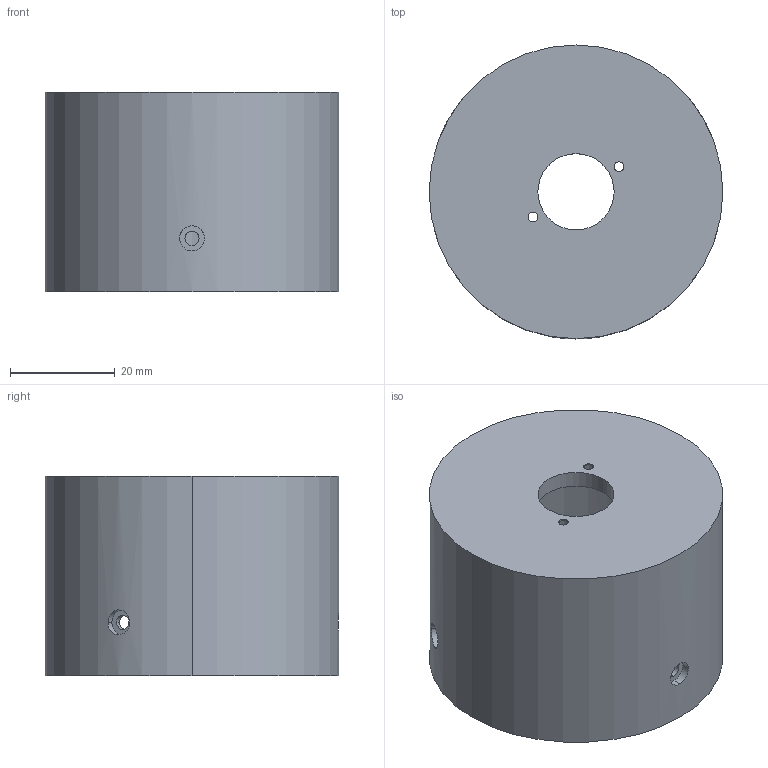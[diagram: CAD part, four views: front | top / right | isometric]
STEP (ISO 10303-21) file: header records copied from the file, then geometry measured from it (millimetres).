
FILE_DESCRIPTION (( 'STEP AP214' ), '1' );
FILE_NAME ('Cabin Pressure Indicator Case.STEP', '2021-05-14T00:35:21', ( '' ), ( '' ), 'SwSTEP 2.0', 'SolidWorks 2019', '' );
FILE_SCHEMA (( 'AUTOMOTIVE_DESIGN' ));
Length unit declared in the file: inch
Products named in the file (1): Cabin Pressure Indicator Case
Bounding box: 56.01 x 56.01 x 38.1 mm (x, y, z)
Volume: 22624.4 mm3; surface area: 16996.7 mm2
Topology: 1 solids, 1 shells, 36 faces, 82 edges, 54 vertices
Faces by surface type: cylinder 22, plane 8, cone 6
Entity records: 1390 total; most frequent: CARTESIAN_POINT 491, DIRECTION 186, ORIENTED_EDGE 164, EDGE_CURVE 82, AXIS2_PLACEMENT_3D 79, EDGE_LOOP 54, VERTEX_POINT 54, CIRCLE 42
